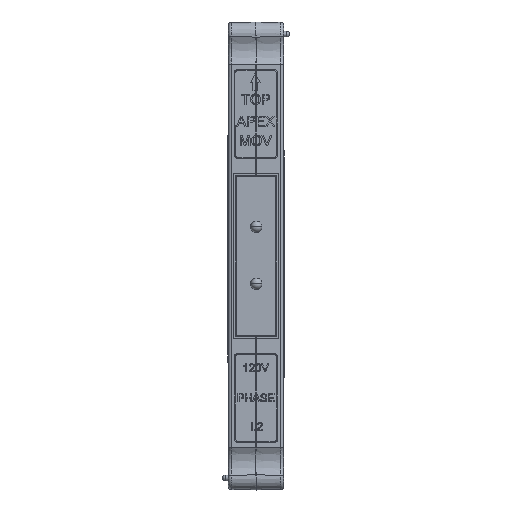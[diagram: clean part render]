
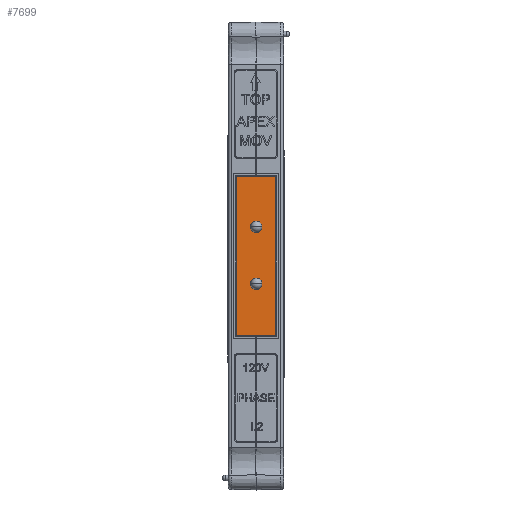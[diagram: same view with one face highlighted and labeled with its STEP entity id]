
A CAD part, top view. The second image highlights one B-rep face of the part: STEP entity #7699.
In plain terms, the highlighted planar face has unit normal (0, 0, 1).
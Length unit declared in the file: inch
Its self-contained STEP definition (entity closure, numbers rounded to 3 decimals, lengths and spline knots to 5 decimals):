
#1712 = EDGE_CURVE ( 'NONE', #41250, #49102, #10510, .T. ) ;
#1971 = ORIENTED_EDGE ( 'NONE', *, *, #37756, .F. ) ;
#3041 = VECTOR ( 'NONE', #36309, 39.37008 ) ;
#3096 = CARTESIAN_POINT ( 'NONE',  ( -0.89475, -1.35778, 0.04 ) ) ;
#3821 = ORIENTED_EDGE ( 'NONE', *, *, #11356, .T. ) ;
#4136 = ORIENTED_EDGE ( 'NONE', *, *, #22550, .T. ) ;
#4229 = CARTESIAN_POINT ( 'NONE',  ( -1.38975, -0.3968, 0.04 ) ) ;
#4847 = CARTESIAN_POINT ( 'NONE',  ( -0.89475, -1.35778, 0.04 ) ) ;
#5628 = CARTESIAN_POINT ( 'NONE',  ( -1.38975, 0.6032, 0.04 ) ) ;
#6862 = CARTESIAN_POINT ( 'NONE',  ( -1.18975, -0.3968, 0.04 ) ) ;
#7699 = ADVANCED_FACE ( 'NONE', ( #51824, #13847, #55930 ), #45609, .F. ) ;
#7882 = CARTESIAN_POINT ( 'NONE',  ( -1.28975, -0.3968, 0.04 ) ) ;
#9057 = CARTESIAN_POINT ( 'NONE',  ( -1.28975, 0.6032, 0.04 ) ) ;
#9098 = VERTEX_POINT ( 'NONE', #15366 ) ;
#9274 = AXIS2_PLACEMENT_3D ( 'NONE', #47042, #21049, #11971 ) ;
#10305 = LINE ( 'NONE', #10970, #42141 ) ;
#10510 = CIRCLE ( 'NONE', #14465, 0.1 ) ;
#10970 = CARTESIAN_POINT ( 'NONE',  ( -1.68475, 1.53222, 0.04 ) ) ;
#11221 = LINE ( 'NONE', #3096, #42354 ) ;
#11258 = ORIENTED_EDGE ( 'NONE', *, *, #35176, .F. ) ;
#11356 = EDGE_CURVE ( 'NONE', #49102, #41250, #46546, .T. ) ;
#11686 = DIRECTION ( 'NONE',  ( 1., 0., 0. ) ) ;
#11689 = CIRCLE ( 'NONE', #49691, 0.1 ) ;
#11971 = DIRECTION ( 'NONE',  ( 1., 0., 0. ) ) ;
#13593 = CARTESIAN_POINT ( 'NONE',  ( -1.68475, -1.35778, 0.04 ) ) ;
#13847 = FACE_BOUND ( 'NONE', #50551, .T. ) ;
#14465 = AXIS2_PLACEMENT_3D ( 'NONE', #7882, #43108, #17348 ) ;
#15366 = CARTESIAN_POINT ( 'NONE',  ( -1.18975, 0.6032, 0.04 ) ) ;
#16494 = LINE ( 'NONE', #37655, #49739 ) ;
#16976 = CARTESIAN_POINT ( 'NONE',  ( -0.89475, -1.35778, 0.04 ) ) ;
#17177 = EDGE_CURVE ( 'NONE', #50441, #18633, #10305, .T. ) ;
#17348 = DIRECTION ( 'NONE',  ( -1., 0., 0. ) ) ;
#18368 = AXIS2_PLACEMENT_3D ( 'NONE', #23337, #23525, #18801 ) ;
#18633 = VERTEX_POINT ( 'NONE', #13593 ) ;
#18801 = DIRECTION ( 'NONE',  ( -1., 0., 0. ) ) ;
#21049 = DIRECTION ( 'NONE',  ( 0., 0., 1. ) ) ;
#21343 = VERTEX_POINT ( 'NONE', #16976 ) ;
#21499 = ORIENTED_EDGE ( 'NONE', *, *, #1712, .T. ) ;
#22550 = EDGE_CURVE ( 'NONE', #21343, #48244, #28775, .T. ) ;
#23337 = CARTESIAN_POINT ( 'NONE',  ( -1.28975, -0.3968, 0.04 ) ) ;
#23525 = DIRECTION ( 'NONE',  ( 0., 0., -1. ) ) ;
#24176 = DIRECTION ( 'NONE',  ( 0., 0., -1. ) ) ;
#24561 = CARTESIAN_POINT ( 'NONE',  ( -0.89475, 1.53222, 0.04 ) ) ;
#28332 = CARTESIAN_POINT ( 'NONE',  ( -1.68475, -1.35778, 0.04 ) ) ;
#28343 = CIRCLE ( 'NONE', #9274, 0.1 ) ;
#28775 = LINE ( 'NONE', #4847, #3041 ) ;
#33862 = EDGE_CURVE ( 'NONE', #21343, #18633, #11221, .T. ) ;
#35106 = CARTESIAN_POINT ( 'NONE',  ( -1.68475, 1.53222, 0.04 ) ) ;
#35176 = EDGE_CURVE ( 'NONE', #52221, #9098, #11689, .T. ) ;
#35616 = DIRECTION ( 'NONE',  ( 0., 0., 1. ) ) ;
#36309 = DIRECTION ( 'NONE',  ( 0., 1., 0. ) ) ;
#37655 = CARTESIAN_POINT ( 'NONE',  ( -1.68475, 1.53222, 0.04 ) ) ;
#37756 = EDGE_CURVE ( 'NONE', #50441, #48244, #16494, .T. ) ;
#39359 = DIRECTION ( 'NONE',  ( 1., 0., 0. ) ) ;
#39767 = ORIENTED_EDGE ( 'NONE', *, *, #33862, .F. ) ;
#41250 = VERTEX_POINT ( 'NONE', #6862 ) ;
#42141 = VECTOR ( 'NONE', #45642, 39.37008 ) ;
#42265 = DIRECTION ( 'NONE',  ( -1., 0., 0. ) ) ;
#42354 = VECTOR ( 'NONE', #42265, 39.37008 ) ;
#43108 = DIRECTION ( 'NONE',  ( 0., 0., -1. ) ) ;
#43128 = EDGE_CURVE ( 'NONE', #9098, #52221, #28343, .T. ) ;
#43334 = DIRECTION ( 'NONE',  ( -1., 0., 0. ) ) ;
#43529 = ORIENTED_EDGE ( 'NONE', *, *, #43128, .F. ) ;
#45609 = PLANE ( 'NONE',  #48384 ) ;
#45642 = DIRECTION ( 'NONE',  ( 0., -1., 0. ) ) ;
#45679 = ORIENTED_EDGE ( 'NONE', *, *, #17177, .T. ) ;
#46546 = CIRCLE ( 'NONE', #18368, 0.1 ) ;
#47042 = CARTESIAN_POINT ( 'NONE',  ( -1.28975, 0.6032, 0.04 ) ) ;
#47646 = EDGE_LOOP ( 'NONE', ( #45679, #39767, #4136, #1971 ) ) ;
#48244 = VERTEX_POINT ( 'NONE', #24561 ) ;
#48384 = AXIS2_PLACEMENT_3D ( 'NONE', #28332, #24176, #43334 ) ;
#49102 = VERTEX_POINT ( 'NONE', #4229 ) ;
#49214 = EDGE_LOOP ( 'NONE', ( #21499, #3821 ) ) ;
#49691 = AXIS2_PLACEMENT_3D ( 'NONE', #9057, #35616, #39359 ) ;
#49739 = VECTOR ( 'NONE', #11686, 39.37008 ) ;
#50441 = VERTEX_POINT ( 'NONE', #35106 ) ;
#50551 = EDGE_LOOP ( 'NONE', ( #43529, #11258 ) ) ;
#51824 = FACE_OUTER_BOUND ( 'NONE', #47646, .T. ) ;
#52221 = VERTEX_POINT ( 'NONE', #5628 ) ;
#55930 = FACE_BOUND ( 'NONE', #49214, .T. ) ;
